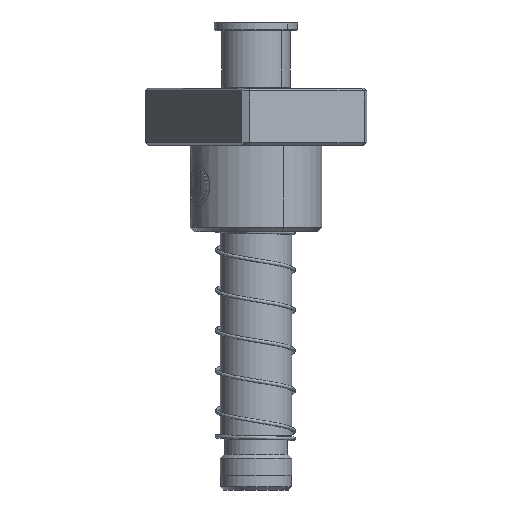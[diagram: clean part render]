
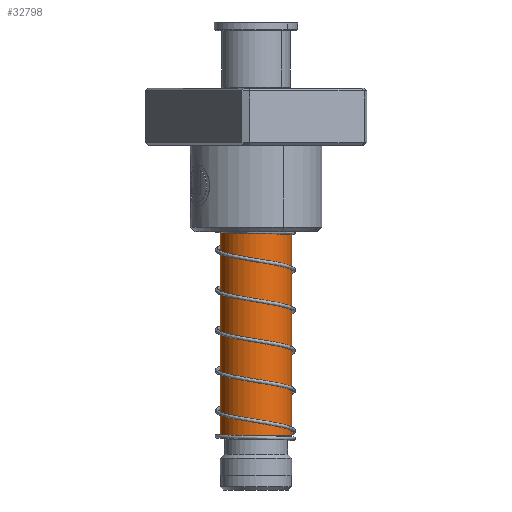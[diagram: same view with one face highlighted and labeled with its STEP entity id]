
A CAD part, front view. The second image highlights one B-rep face of the part: STEP entity #32798.
In plain terms, the highlighted cylindrical face has radius 12.5 mm (diameter 25 mm), a partial arc.
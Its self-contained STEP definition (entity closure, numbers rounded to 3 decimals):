
#524 = DIRECTION ( 'NONE',  ( -1., 0., 0. ) ) ;
#1107 = EDGE_CURVE ( 'NONE', #33478, #22739, #30060, .T. ) ;
#1590 = FACE_OUTER_BOUND ( 'NONE', #22801, .T. ) ;
#3316 = VECTOR ( 'NONE', #42121, 1000. ) ;
#3511 = VERTEX_POINT ( 'NONE', #32806 ) ;
#4316 = DIRECTION ( 'NONE',  ( 0., 0., -1. ) ) ;
#4470 = AXIS2_PLACEMENT_3D ( 'NONE', #23997, #4316, #4473 ) ;
#4473 = DIRECTION ( 'NONE',  ( -1., 0., 0. ) ) ;
#4637 = LINE ( 'NONE', #40058, #7792 ) ;
#4843 = EDGE_CURVE ( 'NONE', #22739, #3511, #40518, .T. ) ;
#7549 = CARTESIAN_POINT ( 'NONE',  ( -12.5, 0., 137.5 ) ) ;
#7792 = VECTOR ( 'NONE', #19454, 1000. ) ;
#12625 = CARTESIAN_POINT ( 'NONE',  ( 12.5, 0., 19. ) ) ;
#12978 = ORIENTED_EDGE ( 'NONE', *, *, #1107, .F. ) ;
#15281 = CARTESIAN_POINT ( 'NONE',  ( 0., 0., 137.5 ) ) ;
#16634 = AXIS2_PLACEMENT_3D ( 'NONE', #42548, #17707, #524 ) ;
#17707 = DIRECTION ( 'NONE',  ( 0., 0., -1. ) ) ;
#19063 = ORIENTED_EDGE ( 'NONE', *, *, #42641, .T. ) ;
#19454 = DIRECTION ( 'NONE',  ( 0., 0., -1. ) ) ;
#22379 = CARTESIAN_POINT ( 'NONE',  ( 12.5, 0., 137.5 ) ) ;
#22739 = VERTEX_POINT ( 'NONE', #12625 ) ;
#22801 = EDGE_LOOP ( 'NONE', ( #12978, #19063, #35319, #28933 ) ) ;
#23997 = CARTESIAN_POINT ( 'NONE',  ( 0., 0., 19. ) ) ;
#25655 = DIRECTION ( 'NONE',  ( 0., 0., -1. ) ) ;
#28933 = ORIENTED_EDGE ( 'NONE', *, *, #4843, .F. ) ;
#30060 = LINE ( 'NONE', #35534, #3316 ) ;
#31951 = DIRECTION ( 'NONE',  ( 1., 0., 0. ) ) ;
#32237 = CIRCLE ( 'NONE', #37826, 12.5 ) ;
#32798 = ADVANCED_FACE ( 'NONE', ( #1590 ), #40423, .T. ) ;
#32806 = CARTESIAN_POINT ( 'NONE',  ( -12.5, 0., 19. ) ) ;
#33478 = VERTEX_POINT ( 'NONE', #22379 ) ;
#35319 = ORIENTED_EDGE ( 'NONE', *, *, #37347, .T. ) ;
#35534 = CARTESIAN_POINT ( 'NONE',  ( 12.5, 0., 140. ) ) ;
#37347 = EDGE_CURVE ( 'NONE', #42988, #3511, #4637, .T. ) ;
#37826 = AXIS2_PLACEMENT_3D ( 'NONE', #15281, #25655, #31951 ) ;
#40058 = CARTESIAN_POINT ( 'NONE',  ( -12.5, 0., 140. ) ) ;
#40423 = CYLINDRICAL_SURFACE ( 'NONE', #16634, 12.5 ) ;
#40518 = CIRCLE ( 'NONE', #4470, 12.5 ) ;
#42121 = DIRECTION ( 'NONE',  ( 0., 0., -1. ) ) ;
#42548 = CARTESIAN_POINT ( 'NONE',  ( 0., 0., 140. ) ) ;
#42641 = EDGE_CURVE ( 'NONE', #33478, #42988, #32237, .T. ) ;
#42988 = VERTEX_POINT ( 'NONE', #7549 ) ;
